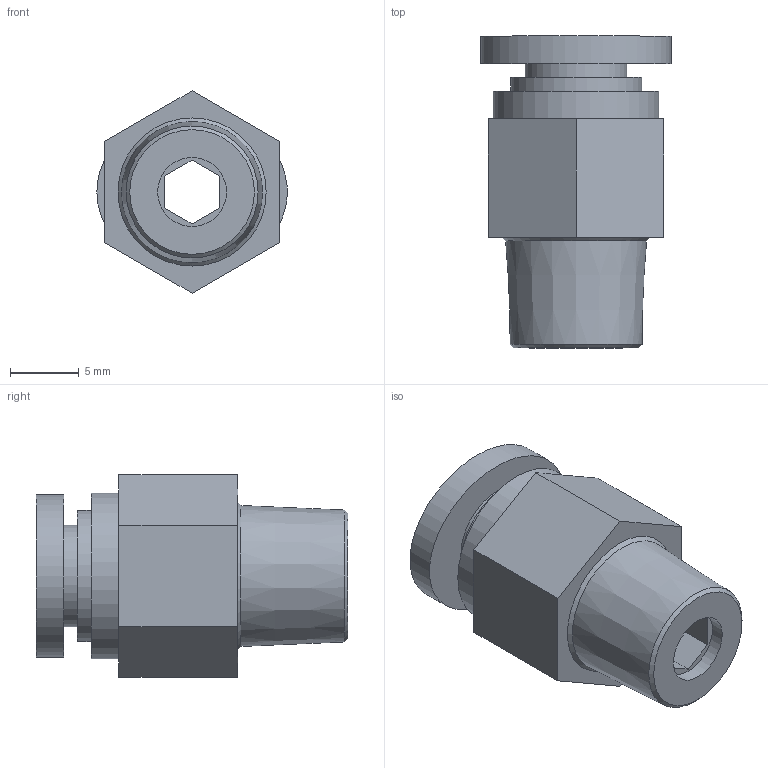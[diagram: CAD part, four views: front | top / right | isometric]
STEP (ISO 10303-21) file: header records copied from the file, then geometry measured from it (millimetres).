
FILE_DESCRIPTION(/* description */ ('Unknown'),/* implementation_level */ '2;1');
FILE_NAME(/* name */ 'P1.1;4.1;8',/* time_stamp */ '2018-09-24T10:56:00-04:00',/* author */ ('Unknown'),/* organization */ ('Unknown'),/* preprocessor_version */ 'ST-DEVELOPER v16.7',/* originating_system */ 'DEX',/* authorisation */ $);
FILE_SCHEMA (('AUTOMOTIVE_DESIGN {1 0 10303 214 3 1 1}'));
Length unit declared in the file: millimetre
Products named in the file (1): P1.1;4.1;8
Bounding box: 13.79 x 22.6 x 14.66 mm (x, y, z)
Volume: 1779 mm3; surface area: 1660.9 mm2
Topology: 1 solids, 1 shells, 30 faces, 62 edges, 41 vertices
Faces by surface type: plane 21, cylinder 5, cone 3, bspline 1
Full cylindrical faces by diameter (mm): 5 x1, 6.35 x1, 7.35 x1, 9.5 x1, 12 x1
Entity records: 792 total; most frequent: CARTESIAN_POINT 144, DIRECTION 128, ORIENTED_EDGE 104, EDGE_CURVE 52, EDGE_LOOP 48, FACE_BOUND 48, AXIS2_PLACEMENT_3D 46, VERTEX_POINT 40
